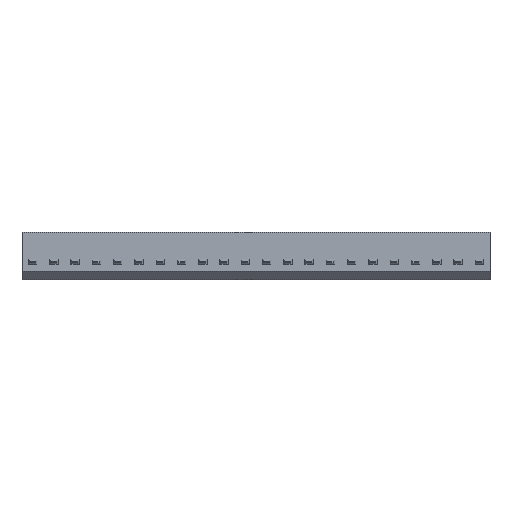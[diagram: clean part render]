
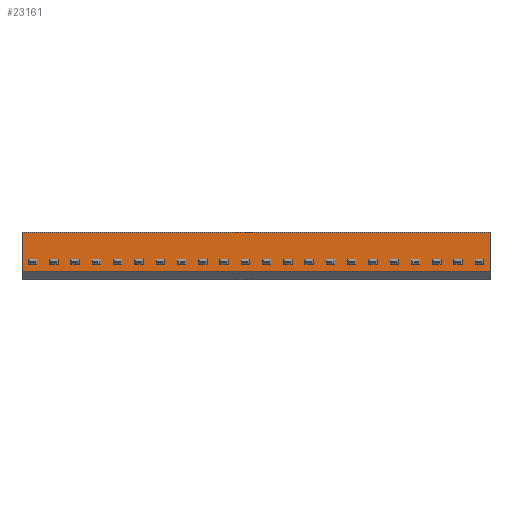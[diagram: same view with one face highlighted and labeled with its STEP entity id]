
A CAD part, top view. The second image highlights one B-rep face of the part: STEP entity #23161.
In plain terms, the highlighted planar face has unit normal (0, 0, 1).
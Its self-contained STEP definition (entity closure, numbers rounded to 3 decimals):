
#23161 = ADVANCED_FACE('',(#23162),#23176,.T.);
#23162 = FACE_BOUND('',#23163,.T.);
#23163 = EDGE_LOOP('',(#23164,#23199,#23227,#23255));
#23164 = ORIENTED_EDGE('',*,*,#23165,.T.);
#23165 = EDGE_CURVE('',#23166,#23168,#23170,.T.);
#23166 = VERTEX_POINT('',#23167);
#23167 = CARTESIAN_POINT('',(-1.25,-1.1,3.2));
#23168 = VERTEX_POINT('',#23169);
#23169 = CARTESIAN_POINT('',(53.75,-1.1,3.2));
#23170 = SURFACE_CURVE('',#23171,(#23175,#23187),.PCURVE_S1.);
#23171 = LINE('',#23172,#23173);
#23172 = CARTESIAN_POINT('',(-1.25,-1.1,3.2));
#23173 = VECTOR('',#23174,1.);
#23174 = DIRECTION('',(1.,0.,0.));
#23175 = PCURVE('',#23176,#23181);
#23176 = PLANE('',#23177);
#23177 = AXIS2_PLACEMENT_3D('',#23178,#23179,#23180);
#23178 = CARTESIAN_POINT('',(-1.25,-1.1,3.2));
#23179 = DIRECTION('',(0.,0.,1.));
#23180 = DIRECTION('',(0.,1.,0.));
#23181 = DEFINITIONAL_REPRESENTATION('',(#23182),#23186);
#23182 = LINE('',#23183,#23184);
#23183 = CARTESIAN_POINT('',(0.,0.));
#23184 = VECTOR('',#23185,1.);
#23185 = DIRECTION('',(0.,-1.));
#23186 = ( GEOMETRIC_REPRESENTATION_CONTEXT(2) 
PARAMETRIC_REPRESENTATION_CONTEXT() REPRESENTATION_CONTEXT('2D SPACE',''
  ) );
#23187 = PCURVE('',#23188,#23193);
#23188 = PLANE('',#23189);
#23189 = AXIS2_PLACEMENT_3D('',#23190,#23191,#23192);
#23190 = CARTESIAN_POINT('',(-1.25,-1.1,3.2));
#23191 = DIRECTION('',(0.,0.707,-0.707));
#23192 = DIRECTION('',(0.,-0.707,-0.707));
#23193 = DEFINITIONAL_REPRESENTATION('',(#23194),#23198);
#23194 = LINE('',#23195,#23196);
#23195 = CARTESIAN_POINT('',(0.,0.));
#23196 = VECTOR('',#23197,1.);
#23197 = DIRECTION('',(0.,-1.));
#23198 = ( GEOMETRIC_REPRESENTATION_CONTEXT(2) 
PARAMETRIC_REPRESENTATION_CONTEXT() REPRESENTATION_CONTEXT('2D SPACE',''
  ) );
#23199 = ORIENTED_EDGE('',*,*,#23200,.T.);
#23200 = EDGE_CURVE('',#23168,#23201,#23203,.T.);
#23201 = VERTEX_POINT('',#23202);
#23202 = CARTESIAN_POINT('',(53.75,3.5,3.2));
#23203 = SURFACE_CURVE('',#23204,(#23208,#23215),.PCURVE_S1.);
#23204 = LINE('',#23205,#23206);
#23205 = CARTESIAN_POINT('',(53.75,-1.1,3.2));
#23206 = VECTOR('',#23207,1.);
#23207 = DIRECTION('',(0.,1.,0.));
#23208 = PCURVE('',#23176,#23209);
#23209 = DEFINITIONAL_REPRESENTATION('',(#23210),#23214);
#23210 = LINE('',#23211,#23212);
#23211 = CARTESIAN_POINT('',(0.,-55.));
#23212 = VECTOR('',#23213,1.);
#23213 = DIRECTION('',(1.,0.));
#23214 = ( GEOMETRIC_REPRESENTATION_CONTEXT(2) 
PARAMETRIC_REPRESENTATION_CONTEXT() REPRESENTATION_CONTEXT('2D SPACE',''
  ) );
#23215 = PCURVE('',#23216,#23221);
#23216 = PLANE('',#23217);
#23217 = AXIS2_PLACEMENT_3D('',#23218,#23219,#23220);
#23218 = CARTESIAN_POINT('',(53.75,0.951,1.622));
#23219 = DIRECTION('',(1.,0.,0.));
#23220 = DIRECTION('',(0.,0.,1.));
#23221 = DEFINITIONAL_REPRESENTATION('',(#23222),#23226);
#23222 = LINE('',#23223,#23224);
#23223 = CARTESIAN_POINT('',(1.578,2.051));
#23224 = VECTOR('',#23225,1.);
#23225 = DIRECTION('',(0.,-1.));
#23226 = ( GEOMETRIC_REPRESENTATION_CONTEXT(2) 
PARAMETRIC_REPRESENTATION_CONTEXT() REPRESENTATION_CONTEXT('2D SPACE',''
  ) );
#23227 = ORIENTED_EDGE('',*,*,#23228,.F.);
#23228 = EDGE_CURVE('',#23229,#23201,#23231,.T.);
#23229 = VERTEX_POINT('',#23230);
#23230 = CARTESIAN_POINT('',(-1.25,3.5,3.2));
#23231 = SURFACE_CURVE('',#23232,(#23236,#23243),.PCURVE_S1.);
#23232 = LINE('',#23233,#23234);
#23233 = CARTESIAN_POINT('',(-1.25,3.5,3.2));
#23234 = VECTOR('',#23235,1.);
#23235 = DIRECTION('',(1.,0.,0.));
#23236 = PCURVE('',#23176,#23237);
#23237 = DEFINITIONAL_REPRESENTATION('',(#23238),#23242);
#23238 = LINE('',#23239,#23240);
#23239 = CARTESIAN_POINT('',(4.6,0.));
#23240 = VECTOR('',#23241,1.);
#23241 = DIRECTION('',(0.,-1.));
#23242 = ( GEOMETRIC_REPRESENTATION_CONTEXT(2) 
PARAMETRIC_REPRESENTATION_CONTEXT() REPRESENTATION_CONTEXT('2D SPACE',''
  ) );
#23243 = PCURVE('',#23244,#23249);
#23244 = PLANE('',#23245);
#23245 = AXIS2_PLACEMENT_3D('',#23246,#23247,#23248);
#23246 = CARTESIAN_POINT('',(-1.25,3.5,3.2));
#23247 = DIRECTION('',(0.,1.,0.));
#23248 = DIRECTION('',(0.,0.,-1.));
#23249 = DEFINITIONAL_REPRESENTATION('',(#23250),#23254);
#23250 = LINE('',#23251,#23252);
#23251 = CARTESIAN_POINT('',(0.,0.));
#23252 = VECTOR('',#23253,1.);
#23253 = DIRECTION('',(0.,-1.));
#23254 = ( GEOMETRIC_REPRESENTATION_CONTEXT(2) 
PARAMETRIC_REPRESENTATION_CONTEXT() REPRESENTATION_CONTEXT('2D SPACE',''
  ) );
#23255 = ORIENTED_EDGE('',*,*,#23256,.F.);
#23256 = EDGE_CURVE('',#23166,#23229,#23257,.T.);
#23257 = SURFACE_CURVE('',#23258,(#23262,#23269),.PCURVE_S1.);
#23258 = LINE('',#23259,#23260);
#23259 = CARTESIAN_POINT('',(-1.25,-1.1,3.2));
#23260 = VECTOR('',#23261,1.);
#23261 = DIRECTION('',(0.,1.,0.));
#23262 = PCURVE('',#23176,#23263);
#23263 = DEFINITIONAL_REPRESENTATION('',(#23264),#23268);
#23264 = LINE('',#23265,#23266);
#23265 = CARTESIAN_POINT('',(0.,0.));
#23266 = VECTOR('',#23267,1.);
#23267 = DIRECTION('',(1.,0.));
#23268 = ( GEOMETRIC_REPRESENTATION_CONTEXT(2) 
PARAMETRIC_REPRESENTATION_CONTEXT() REPRESENTATION_CONTEXT('2D SPACE',''
  ) );
#23269 = PCURVE('',#23270,#23275);
#23270 = PLANE('',#23271);
#23271 = AXIS2_PLACEMENT_3D('',#23272,#23273,#23274);
#23272 = CARTESIAN_POINT('',(-1.25,0.951,1.622));
#23273 = DIRECTION('',(1.,0.,0.));
#23274 = DIRECTION('',(0.,0.,1.));
#23275 = DEFINITIONAL_REPRESENTATION('',(#23276),#23280);
#23276 = LINE('',#23277,#23278);
#23277 = CARTESIAN_POINT('',(1.578,2.051));
#23278 = VECTOR('',#23279,1.);
#23279 = DIRECTION('',(0.,-1.));
#23280 = ( GEOMETRIC_REPRESENTATION_CONTEXT(2) 
PARAMETRIC_REPRESENTATION_CONTEXT() REPRESENTATION_CONTEXT('2D SPACE',''
  ) );
